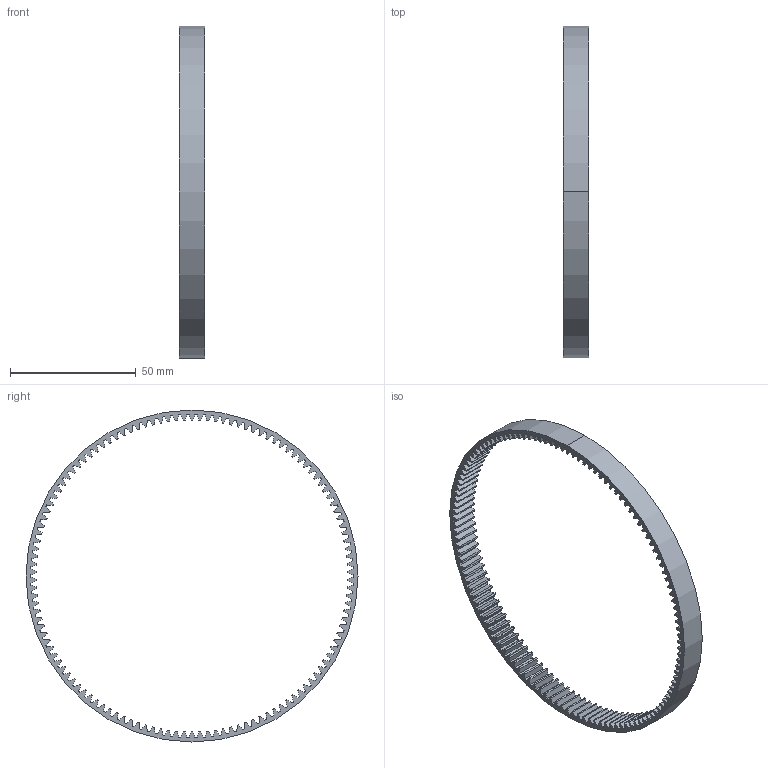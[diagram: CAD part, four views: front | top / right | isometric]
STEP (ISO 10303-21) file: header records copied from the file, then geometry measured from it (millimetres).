
FILE_DESCRIPTION (( 'STEP AP203' ), '1' );
FILE_NAME ('riemen_maybe.STEP', '2025-11-03T21:11:47', ( '' ), ( '' ), 'SwSTEP 2.0', 'SolidWorks 2024', '' );
FILE_SCHEMA (( 'CONFIG_CONTROL_DESIGN' ));
Length unit declared in the file: millimetre
Products named in the file (1): riemen_maybe
Bounding box: 10 x 132 x 132 mm (x, y, z)
Volume: 11388.4 mm3; surface area: 14344.3 mm2
Topology: 1 solids, 1 shells, 511 faces, 1527 edges, 1018 vertices
Faces by surface type: cylinder 509, plane 2
Entity records: 17920 total; most frequent: DIRECTION 3569, CARTESIAN_POINT 3057, ORIENTED_EDGE 3054, AXIS2_PLACEMENT_3D 1530, EDGE_CURVE 1527, CIRCLE 1018, VERTEX_POINT 1018, EDGE_LOOP 513
